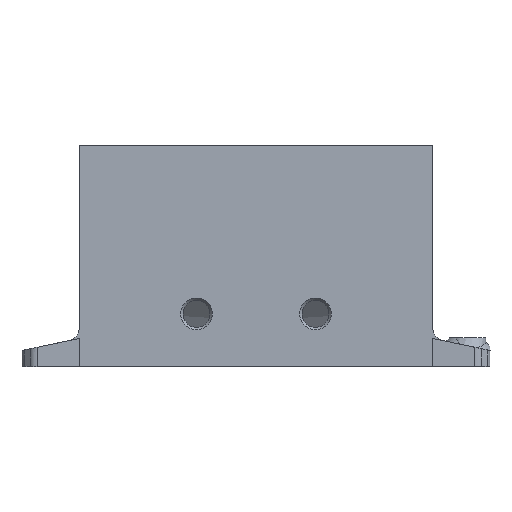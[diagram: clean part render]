
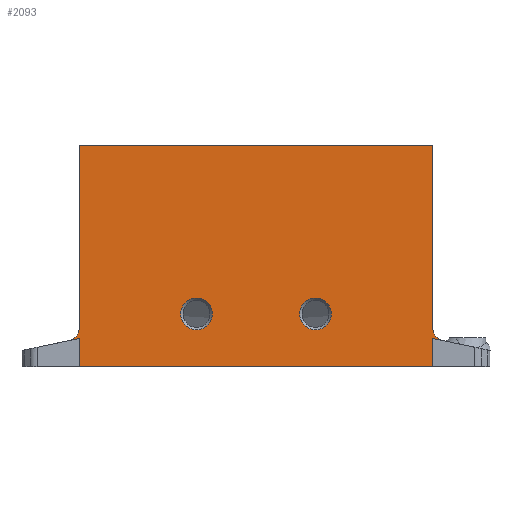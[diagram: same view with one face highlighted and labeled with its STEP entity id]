
A CAD part, top view. The second image highlights one B-rep face of the part: STEP entity #2093.
In plain terms, the highlighted planar face has unit normal (0, 0, 1).
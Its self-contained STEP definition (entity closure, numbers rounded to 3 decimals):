
#29=FACE_BOUND('',#400,.T.);
#30=FACE_BOUND('',#401,.T.);
#67=CIRCLE('',#2199,1.552);
#71=CIRCLE('',#2229,1.95);
#72=CIRCLE('',#2232,1.552);
#73=CIRCLE('',#2233,1.95);
#283=FACE_OUTER_BOUND('',#399,.T.);
#399=EDGE_LOOP('',(#1640,#1641,#1642,#1643,#1644,#1645,#1646,#1647,#1648,
#1649));
#400=EDGE_LOOP('',(#1650));
#401=EDGE_LOOP('',(#1651));
#497=LINE('',#3385,#677);
#500=LINE('',#3578,#680);
#516=LINE('',#3788,#696);
#552=LINE('',#4566,#732);
#553=LINE('',#4568,#733);
#554=LINE('',#4572,#734);
#555=LINE('',#4574,#735);
#556=LINE('',#4575,#736);
#677=VECTOR('',#2367,10.);
#680=VECTOR('',#2384,10.);
#696=VECTOR('',#2432,10.);
#732=VECTOR('',#2526,10.);
#733=VECTOR('',#2527,10.);
#734=VECTOR('',#2530,10.);
#735=VECTOR('',#2531,10.);
#736=VECTOR('',#2532,10.);
#861=VERTEX_POINT('',#3338);
#873=VERTEX_POINT('',#3383);
#881=VERTEX_POINT('',#3577);
#888=VERTEX_POINT('',#3629);
#895=VERTEX_POINT('',#3786);
#933=VERTEX_POINT('',#4527);
#934=VERTEX_POINT('',#4565);
#935=VERTEX_POINT('',#4567);
#936=VERTEX_POINT('',#4569);
#937=VERTEX_POINT('',#4571);
#938=VERTEX_POINT('',#4573);
#939=VERTEX_POINT('',#4576);
#1092=EDGE_CURVE('',#873,#861,#497,.T.);
#1103=EDGE_CURVE('',#861,#881,#500,.T.);
#1120=EDGE_CURVE('',#873,#888,#67,.T.);
#1129=EDGE_CURVE('',#888,#895,#516,.T.);
#1196=EDGE_CURVE('',#933,#933,#71,.T.);
#1198=EDGE_CURVE('',#934,#895,#552,.T.);
#1199=EDGE_CURVE('',#935,#934,#553,.T.);
#1200=EDGE_CURVE('',#936,#935,#72,.T.);
#1201=EDGE_CURVE('',#936,#937,#554,.T.);
#1202=EDGE_CURVE('',#937,#938,#555,.T.);
#1203=EDGE_CURVE('',#938,#881,#556,.T.);
#1204=EDGE_CURVE('',#939,#939,#73,.T.);
#1640=ORIENTED_EDGE('',*,*,#1198,.F.);
#1641=ORIENTED_EDGE('',*,*,#1199,.F.);
#1642=ORIENTED_EDGE('',*,*,#1200,.F.);
#1643=ORIENTED_EDGE('',*,*,#1201,.T.);
#1644=ORIENTED_EDGE('',*,*,#1202,.T.);
#1645=ORIENTED_EDGE('',*,*,#1203,.T.);
#1646=ORIENTED_EDGE('',*,*,#1103,.F.);
#1647=ORIENTED_EDGE('',*,*,#1092,.F.);
#1648=ORIENTED_EDGE('',*,*,#1120,.T.);
#1649=ORIENTED_EDGE('',*,*,#1129,.T.);
#1650=ORIENTED_EDGE('',*,*,#1196,.T.);
#1651=ORIENTED_EDGE('',*,*,#1204,.F.);
#2011=PLANE('',#2231);
#2093=ADVANCED_FACE('',(#283,#29,#30),#2011,.F.);
#2199=AXIS2_PLACEMENT_3D('',#3631,#2420,#2421);
#2229=AXIS2_PLACEMENT_3D('',#4529,#2519,#2520);
#2231=AXIS2_PLACEMENT_3D('',#4564,#2524,#2525);
#2232=AXIS2_PLACEMENT_3D('',#4570,#2528,#2529);
#2233=AXIS2_PLACEMENT_3D('',#4577,#2533,#2534);
#2367=DIRECTION('',(-0.979,0.206,0.));
#2384=DIRECTION('',(0.,-1.,0.));
#2420=DIRECTION('center_axis',(0.,0.,
-1.));
#2421=DIRECTION('ref_axis',(-0.777,-0.63,0.));
#2432=DIRECTION('',(0.,1.,0.));
#2519=DIRECTION('center_axis',(0.,0.,
-1.));
#2520=DIRECTION('ref_axis',(1.,0.,0.));
#2524=DIRECTION('center_axis',(0.,0.,
-1.));
#2525=DIRECTION('ref_axis',(-1.,0.,0.));
#2526=DIRECTION('',(1.,0.,0.));
#2527=DIRECTION('',(0.,1.,0.));
#2528=DIRECTION('center_axis',(0.,0.,
1.));
#2529=DIRECTION('ref_axis',(0.777,-0.63,0.));
#2530=DIRECTION('',(0.979,0.206,0.));
#2531=DIRECTION('',(0.,-1.,0.));
#2532=DIRECTION('',(1.,0.,0.));
#2533=DIRECTION('center_axis',(0.,0.,
1.));
#2534=DIRECTION('ref_axis',(-1.,0.,0.));
#3338=CARTESIAN_POINT('',(30.252,-0.599,45.502));
#3383=CARTESIAN_POINT('',(31.484,-0.859,45.502));
#3385=CARTESIAN_POINT('',(21.065,1.337,45.502));
#3577=CARTESIAN_POINT('',(30.252,-4.04,45.502));
#3578=CARTESIAN_POINT('',(30.252,1.131,45.502));
#3629=CARTESIAN_POINT('',(30.252,0.66,45.502));
#3631=CARTESIAN_POINT('Origin',(31.804,0.66,45.502));
#3786=CARTESIAN_POINT('',(30.252,23.13,45.502));
#3788=CARTESIAN_POINT('',(30.252,7.9,45.502));
#4527=CARTESIAN_POINT('',(13.875,2.409,45.502));
#4529=CARTESIAN_POINT('Origin',(15.825,2.409,45.502));
#4564=CARTESIAN_POINT('Origin',(8.521,9.499,45.502));
#4565=CARTESIAN_POINT('',(-13.211,23.13,45.502));
#4566=CARTESIAN_POINT('',(3.088,23.13,45.502));
#4567=CARTESIAN_POINT('',(-13.211,0.66,45.502));
#4568=CARTESIAN_POINT('',(-13.211,7.9,45.502));
#4569=CARTESIAN_POINT('',(-14.443,-0.859,45.502));
#4570=CARTESIAN_POINT('Origin',(-14.763,0.66,45.502));
#4571=CARTESIAN_POINT('',(-13.211,-0.599,45.502));
#4572=CARTESIAN_POINT('',(-4.023,1.337,45.502));
#4573=CARTESIAN_POINT('',(-13.211,-4.04,45.502));
#4574=CARTESIAN_POINT('',(-13.211,1.131,45.502));
#4575=CARTESIAN_POINT('',(-13.211,-4.04,45.502));
#4576=CARTESIAN_POINT('',(3.166,2.409,45.502));
#4577=CARTESIAN_POINT('Origin',(1.216,2.409,45.502));
